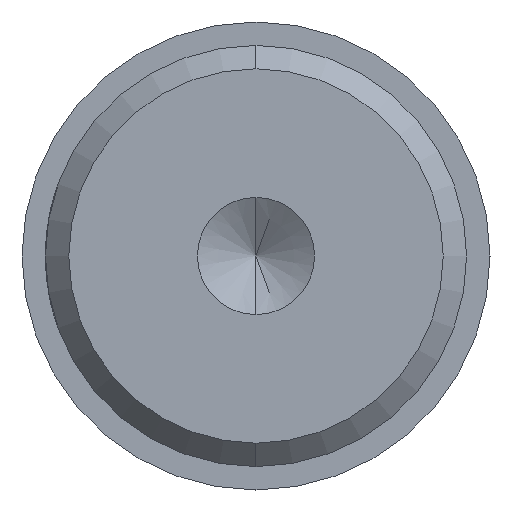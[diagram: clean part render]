
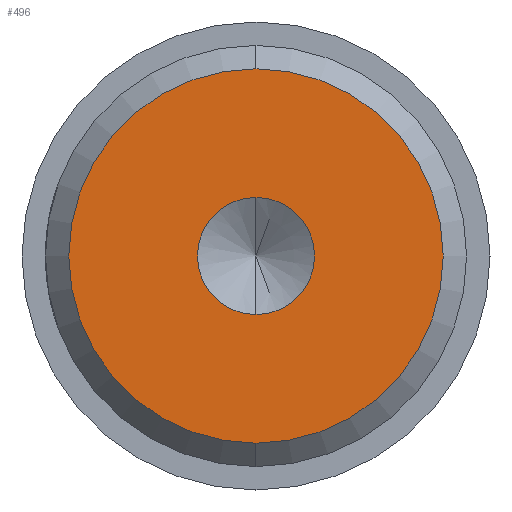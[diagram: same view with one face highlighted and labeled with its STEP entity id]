
A CAD part, left-side view. The second image highlights one B-rep face of the part: STEP entity #496.
In plain terms, the highlighted planar face has unit normal (-1, 0, 0).
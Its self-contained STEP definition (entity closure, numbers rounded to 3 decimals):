
#1 = CIRCLE ( 'NONE', #102, 8. ) ;
#5 = CIRCLE ( 'NONE', #81, 2.5 ) ;
#13 = AXIS2_PLACEMENT_3D ( 'NONE', #279, #280, #281 ) ;
#15 = CIRCLE ( 'NONE', #13, 8. ) ;
#31 = AXIS2_PLACEMENT_3D ( 'NONE', #168, #169, #170 ) ;
#55 = AXIS2_PLACEMENT_3D ( 'NONE', #653, #652, #651 ) ;
#56 = CIRCLE ( 'NONE', #55, 2.5 ) ;
#81 = AXIS2_PLACEMENT_3D ( 'NONE', #341, #342, #343 ) ;
#102 = AXIS2_PLACEMENT_3D ( 'NONE', #330, #331, #332 ) ;
#167 = PLANE ( 'NONE',  #31 ) ;
#168 = CARTESIAN_POINT ( 'NONE',  ( 0., 9., 0. ) ) ;
#169 = DIRECTION ( 'NONE',  ( 1., 0., 0. ) ) ;
#170 = DIRECTION ( 'NONE',  ( 0., 0., -1. ) ) ;
#279 = CARTESIAN_POINT ( 'NONE',  ( 0., 0., 0. ) ) ;
#280 = DIRECTION ( 'NONE',  ( -1., 0., 0. ) ) ;
#281 = DIRECTION ( 'NONE',  ( 0., 0., -1. ) ) ;
#330 = CARTESIAN_POINT ( 'NONE',  ( 0., 0., 0. ) ) ;
#331 = DIRECTION ( 'NONE',  ( -1., 0., 0. ) ) ;
#332 = DIRECTION ( 'NONE',  ( 0., 0., -1. ) ) ;
#341 = CARTESIAN_POINT ( 'NONE',  ( 0., 0., 0. ) ) ;
#342 = DIRECTION ( 'NONE',  ( -1., 0., 0. ) ) ;
#343 = DIRECTION ( 'NONE',  ( 0., 0., 1. ) ) ;
#427 = CARTESIAN_POINT ( 'NONE',  ( 0., 0., 2.5 ) ) ;
#429 = CARTESIAN_POINT ( 'NONE',  ( 0., 0., -2.5 ) ) ;
#431 = CARTESIAN_POINT ( 'NONE',  ( 0., 0., 8. ) ) ;
#432 = CARTESIAN_POINT ( 'NONE',  ( 0., 0., -8. ) ) ;
#477 = EDGE_CURVE ( 'NONE', #925, #923, #56, .T. ) ;
#496 = ADVANCED_FACE ( 'NONE', ( #545, #546 ), #167, .F. ) ;
#513 = EDGE_CURVE ( 'NONE', #939, #940, #15, .T. ) ;
#522 = EDGE_CURVE ( 'NONE', #940, #939, #1, .T. ) ;
#526 = EDGE_CURVE ( 'NONE', #923, #925, #5, .T. ) ;
#545 = FACE_BOUND ( 'NONE', #770, .T. ) ;
#546 = FACE_OUTER_BOUND ( 'NONE', #765, .T. ) ;
#651 = DIRECTION ( 'NONE',  ( 0., 0., 1. ) ) ;
#652 = DIRECTION ( 'NONE',  ( -1., 0., 0. ) ) ;
#653 = CARTESIAN_POINT ( 'NONE',  ( 0., 0., 0. ) ) ;
#765 = EDGE_LOOP ( 'NONE', ( #786, #776 ) ) ;
#770 = EDGE_LOOP ( 'NONE', ( #794, #891 ) ) ;
#776 = ORIENTED_EDGE ( 'NONE', *, *, #513, .T. ) ;
#786 = ORIENTED_EDGE ( 'NONE', *, *, #522, .T. ) ;
#794 = ORIENTED_EDGE ( 'NONE', *, *, #526, .F. ) ;
#891 = ORIENTED_EDGE ( 'NONE', *, *, #477, .F. ) ;
#923 = VERTEX_POINT ( 'NONE', #427 ) ;
#925 = VERTEX_POINT ( 'NONE', #429 ) ;
#939 = VERTEX_POINT ( 'NONE', #431 ) ;
#940 = VERTEX_POINT ( 'NONE', #432 ) ;
